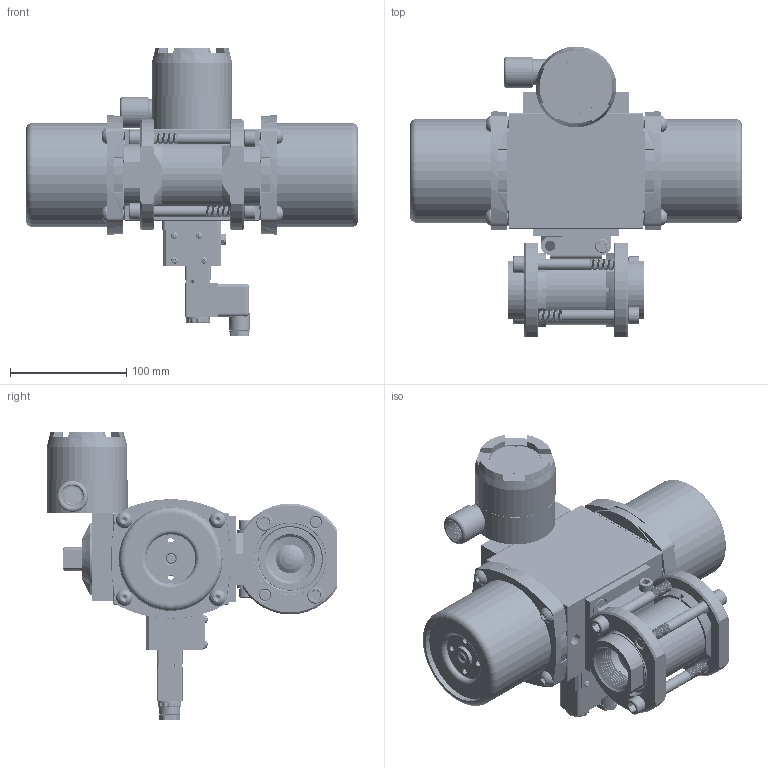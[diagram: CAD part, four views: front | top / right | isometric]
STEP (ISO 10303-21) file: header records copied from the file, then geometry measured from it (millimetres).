
FILE_DESCRIPTION (( 'STEP AP203' ), '1' );
FILE_NAME ('21XXSESA522SR3GPDSLS.step', '2018-06-04T15:37:26', ( '' ), ( '' ), 'SwSTEP 2.0', 'SolidWorks 2017', '' );
FILE_SCHEMA (( 'CONFIG_CONTROL_DESIGN' ));
Products named in the file (1): 21XXSESA522SR3GPDSLS
Bounding box: 285.09 x 249.71 x 247.52 mm (x, y, z)
Volume: 1583747.5 mm3; surface area: 628221.5 mm2
Topology: 74 solids, 74 shells, 6450 faces, 16643 edges, 10425 vertices
Faces by surface type: cylinder 2793, cone 2099, plane 1182, torus 240, bspline 106, sphere 30
Entity records: 244970 total; most frequent: CARTESIAN_POINT 87108, DIRECTION 34946, ORIENTED_EDGE 32994, EDGE_CURVE 16497, AXIS2_PLACEMENT_3D 14118, VERTEX_POINT 10421, CIRCLE 7773, EDGE_LOOP 6962
